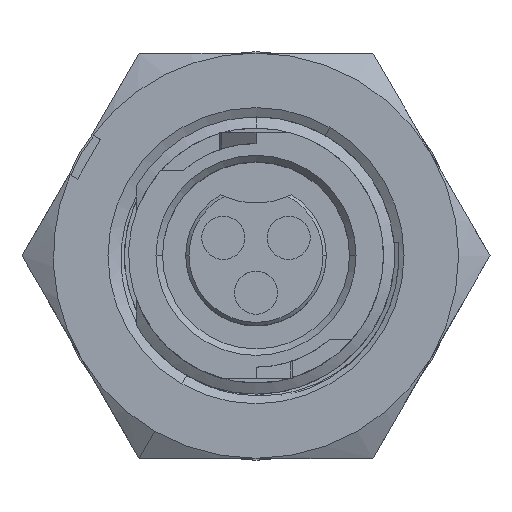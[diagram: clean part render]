
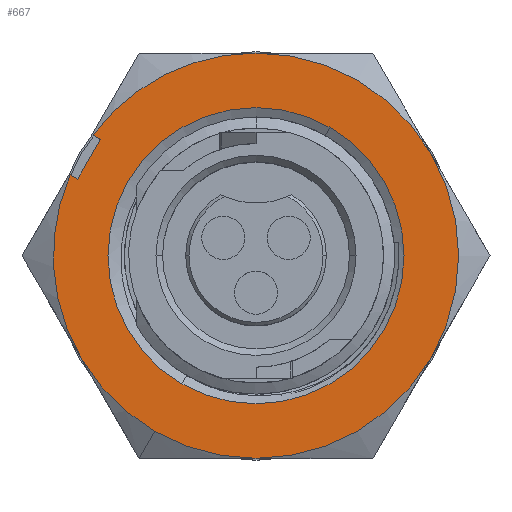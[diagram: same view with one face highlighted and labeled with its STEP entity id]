
A CAD part, top view. The second image highlights one B-rep face of the part: STEP entity #667.
In plain terms, the highlighted planar face has unit normal (0, 0, 1).
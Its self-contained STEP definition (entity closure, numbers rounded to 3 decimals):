
#1 = DIRECTION ( 'NONE',  ( -0.5, -0.866, 0. ) ) ;
#55 = CARTESIAN_POINT ( 'NONE',  ( -6.331, 4.682, 10.236 ) ) ;
#285 = ORIENTED_EDGE ( 'NONE', *, *, #1237, .F. ) ;
#460 = CIRCLE ( 'NONE', #8690, 7.874 ) ;
#573 = EDGE_LOOP ( 'NONE', ( #1953, #3049, #5213, #285, #8560, #3220, #7167, #6741, #12294, #3378 ) ) ;
#667 = ADVANCED_FACE ( 'NONE', ( #6188, #11862 ), #14147, .F. ) ;
#806 = CARTESIAN_POINT ( 'NONE',  ( 0., 0., 10.236 ) ) ;
#826 = CARTESIAN_POINT ( 'NONE',  ( 0., 0., 10.236 ) ) ;
#1021 = CARTESIAN_POINT ( 'NONE',  ( 0., 0., 10.236 ) ) ;
#1237 = EDGE_CURVE ( 'NONE', #2819, #5058, #13343, .T. ) ;
#1308 = AXIS2_PLACEMENT_3D ( 'NONE', #1021, #2926, #3223 ) ;
#1591 = VECTOR ( 'NONE', #8694, 1000. ) ;
#1777 = DIRECTION ( 'NONE',  ( -0.5, -0.866, 0. ) ) ;
#1892 = CARTESIAN_POINT ( 'NONE',  ( -2.877, -4.982, 10.236 ) ) ;
#1937 = DIRECTION ( 'NONE',  ( 0.866, -0.5, 0. ) ) ;
#1953 = ORIENTED_EDGE ( 'NONE', *, *, #4445, .F. ) ;
#2146 = CARTESIAN_POINT ( 'NONE',  ( -8.185, 3.699, 10.236 ) ) ;
#2181 = AXIS2_PLACEMENT_3D ( 'NONE', #826, #13267, #1 ) ;
#2819 = VERTEX_POINT ( 'NONE', #9786 ) ;
#2926 = DIRECTION ( 'NONE',  ( 0., 0., -1. ) ) ;
#3049 = ORIENTED_EDGE ( 'NONE', *, *, #6870, .F. ) ;
#3063 = CARTESIAN_POINT ( 'NONE',  ( -6.934, 2.977, 10.236 ) ) ;
#3084 = DIRECTION ( 'NONE',  ( -0.5, -0.866, 0. ) ) ;
#3140 = DIRECTION ( 'NONE',  ( 0.5, 0.866, 0. ) ) ;
#3220 = ORIENTED_EDGE ( 'NONE', *, *, #5522, .F. ) ;
#3223 = DIRECTION ( 'NONE',  ( -0.5, -0.866, 0. ) ) ;
#3378 = ORIENTED_EDGE ( 'NONE', *, *, #6679, .F. ) ;
#3659 = CARTESIAN_POINT ( 'NONE',  ( 0., -7.874, 10.236 ) ) ;
#3757 = DIRECTION ( 'NONE',  ( -0.5, -0.866, 0. ) ) ;
#3797 = CIRCLE ( 'NONE', #14161, 7.874 ) ;
#3852 = VERTEX_POINT ( 'NONE', #1892 ) ;
#4110 = CARTESIAN_POINT ( 'NONE',  ( 6.819, 3.937, 10.236 ) ) ;
#4174 = CIRCLE ( 'NONE', #9562, 7.874 ) ;
#4255 = DIRECTION ( 'NONE',  ( 0., 0., -1. ) ) ;
#4418 = DIRECTION ( 'NONE',  ( 0., 0., -1. ) ) ;
#4433 = EDGE_CURVE ( 'NONE', #9913, #6512, #5711, .T. ) ;
#4445 = EDGE_CURVE ( 'NONE', #5833, #13888, #6483, .T. ) ;
#4651 = CARTESIAN_POINT ( 'NONE',  ( -6.045, 4.516, 10.236 ) ) ;
#4732 = VERTEX_POINT ( 'NONE', #12489 ) ;
#5007 = DIRECTION ( 'NONE',  ( 0., 0., -1. ) ) ;
#5058 = VERTEX_POINT ( 'NONE', #12782 ) ;
#5213 = ORIENTED_EDGE ( 'NONE', *, *, #8311, .F. ) ;
#5283 = DIRECTION ( 'NONE',  ( 0., 0., -1. ) ) ;
#5359 = DIRECTION ( 'NONE',  ( -0.5, -0.866, 0. ) ) ;
#5522 = EDGE_CURVE ( 'NONE', #7945, #9225, #460, .T. ) ;
#5711 = CIRCLE ( 'NONE', #6425, 7.874 ) ;
#5754 = CARTESIAN_POINT ( 'NONE',  ( -6.819, -3.937, 10.236 ) ) ;
#5786 = ORIENTED_EDGE ( 'NONE', *, *, #12752, .T. ) ;
#5833 = VERTEX_POINT ( 'NONE', #55 ) ;
#6188 = FACE_BOUND ( 'NONE', #13333, .T. ) ;
#6425 = AXIS2_PLACEMENT_3D ( 'NONE', #806, #5283, #5359 ) ;
#6470 = CARTESIAN_POINT ( 'NONE',  ( 0., 0., 10.236 ) ) ;
#6483 = CIRCLE ( 'NONE', #1308, 7.874 ) ;
#6512 = VERTEX_POINT ( 'NONE', #8472 ) ;
#6565 = DIRECTION ( 'NONE',  ( -0.5, -0.866, 0. ) ) ;
#6679 = EDGE_CURVE ( 'NONE', #13888, #9913, #6754, .T. ) ;
#6741 = ORIENTED_EDGE ( 'NONE', *, *, #6903, .F. ) ;
#6754 = CIRCLE ( 'NONE', #11932, 7.874 ) ;
#6808 = CIRCLE ( 'NONE', #10090, 5.753 ) ;
#6870 = EDGE_CURVE ( 'NONE', #9186, #5833, #9724, .T. ) ;
#6903 = EDGE_CURVE ( 'NONE', #6512, #11987, #4174, .T. ) ;
#7167 = ORIENTED_EDGE ( 'NONE', *, *, #14235, .F. ) ;
#7429 = DIRECTION ( 'NONE',  ( 0., -1., 0. ) ) ;
#7676 = EDGE_CURVE ( 'NONE', #9225, #2819, #3797, .T. ) ;
#7799 = AXIS2_PLACEMENT_3D ( 'NONE', #12215, #11038, #3084 ) ;
#7945 = VERTEX_POINT ( 'NONE', #12411 ) ;
#8311 = EDGE_CURVE ( 'NONE', #5058, #9186, #14479, .T. ) ;
#8472 = CARTESIAN_POINT ( 'NONE',  ( 6.819, -3.937, 10.236 ) ) ;
#8540 = CARTESIAN_POINT ( 'NONE',  ( 13.638, -7.874, 10.236 ) ) ;
#8560 = ORIENTED_EDGE ( 'NONE', *, *, #7676, .F. ) ;
#8690 = AXIS2_PLACEMENT_3D ( 'NONE', #10836, #5007, #1777 ) ;
#8694 = DIRECTION ( 'NONE',  ( -0.866, 0.5, 0. ) ) ;
#8732 = ORIENTED_EDGE ( 'NONE', *, *, #12137, .T. ) ;
#9112 = VECTOR ( 'NONE', #1937, 1000. ) ;
#9186 = VERTEX_POINT ( 'NONE', #4651 ) ;
#9225 = VERTEX_POINT ( 'NONE', #5754 ) ;
#9465 = CIRCLE ( 'NONE', #2181, 7.874 ) ;
#9562 = AXIS2_PLACEMENT_3D ( 'NONE', #12089, #4418, #6565 ) ;
#9724 = LINE ( 'NONE', #12162, #1591 ) ;
#9786 = CARTESIAN_POINT ( 'NONE',  ( -7.22, 3.142, 10.236 ) ) ;
#9839 = DIRECTION ( 'NONE',  ( -0.5, -0.866, 0. ) ) ;
#9913 = VERTEX_POINT ( 'NONE', #4110 ) ;
#10060 = CARTESIAN_POINT ( 'NONE',  ( 0., 0., 10.236 ) ) ;
#10090 = AXIS2_PLACEMENT_3D ( 'NONE', #10060, #14565, #13825 ) ;
#10617 = CIRCLE ( 'NONE', #7799, 5.753 ) ;
#10836 = CARTESIAN_POINT ( 'NONE',  ( 0., 0., 10.236 ) ) ;
#11038 = DIRECTION ( 'NONE',  ( 0., 0., -1. ) ) ;
#11062 = VECTOR ( 'NONE', #3140, 1000. ) ;
#11862 = FACE_OUTER_BOUND ( 'NONE', #573, .T. ) ;
#11932 = AXIS2_PLACEMENT_3D ( 'NONE', #13858, #12824, #3757 ) ;
#11987 = VERTEX_POINT ( 'NONE', #3659 ) ;
#12089 = CARTESIAN_POINT ( 'NONE',  ( 0., 0., 10.236 ) ) ;
#12137 = EDGE_CURVE ( 'NONE', #4732, #3852, #6808, .T. ) ;
#12162 = CARTESIAN_POINT ( 'NONE',  ( -7.296, 5.239, 10.236 ) ) ;
#12215 = CARTESIAN_POINT ( 'NONE',  ( 0., 0., 10.236 ) ) ;
#12294 = ORIENTED_EDGE ( 'NONE', *, *, #4433, .F. ) ;
#12411 = CARTESIAN_POINT ( 'NONE',  ( -3.937, -6.819, 10.236 ) ) ;
#12489 = CARTESIAN_POINT ( 'NONE',  ( 2.877, 4.982, 10.236 ) ) ;
#12752 = EDGE_CURVE ( 'NONE', #3852, #4732, #10617, .T. ) ;
#12782 = CARTESIAN_POINT ( 'NONE',  ( -6.934, 2.977, 10.236 ) ) ;
#12824 = DIRECTION ( 'NONE',  ( 0., 0., -1. ) ) ;
#13040 = DIRECTION ( 'NONE',  ( 0., 0., -1. ) ) ;
#13267 = DIRECTION ( 'NONE',  ( 0., 0., -1. ) ) ;
#13333 = EDGE_LOOP ( 'NONE', ( #8732, #5786 ) ) ;
#13343 = LINE ( 'NONE', #2146, #9112 ) ;
#13825 = DIRECTION ( 'NONE',  ( -0.5, -0.866, 0. ) ) ;
#13858 = CARTESIAN_POINT ( 'NONE',  ( 0., 0., 10.236 ) ) ;
#13888 = VERTEX_POINT ( 'NONE', #14146 ) ;
#14146 = CARTESIAN_POINT ( 'NONE',  ( 0., 7.874, 10.236 ) ) ;
#14147 = PLANE ( 'NONE',  #14152 ) ;
#14152 = AXIS2_PLACEMENT_3D ( 'NONE', #8540, #13040, #7429 ) ;
#14161 = AXIS2_PLACEMENT_3D ( 'NONE', #6470, #4255, #9839 ) ;
#14235 = EDGE_CURVE ( 'NONE', #11987, #7945, #9465, .T. ) ;
#14479 = LINE ( 'NONE', #3063, #11062 ) ;
#14565 = DIRECTION ( 'NONE',  ( 0., 0., -1. ) ) ;
